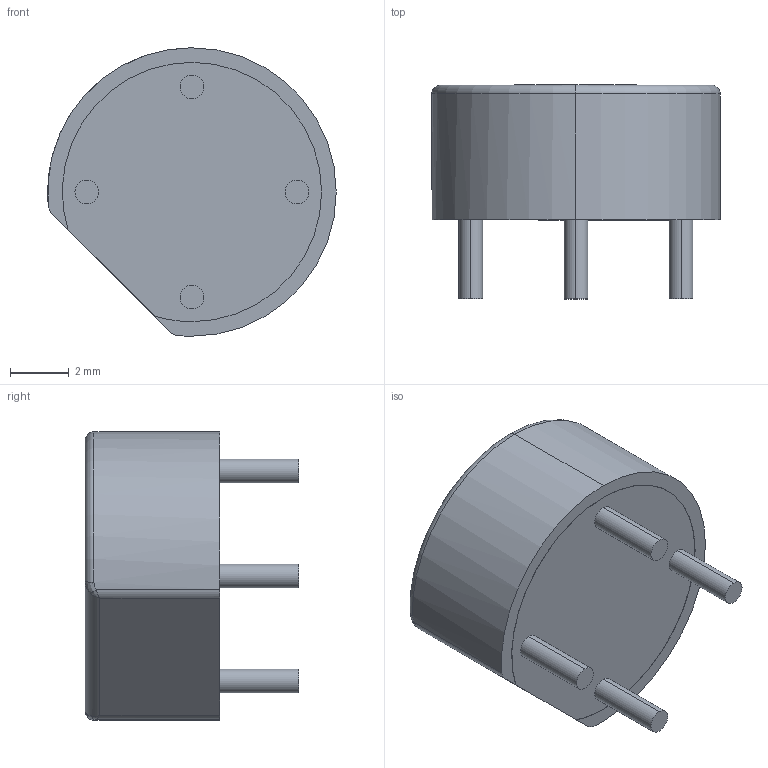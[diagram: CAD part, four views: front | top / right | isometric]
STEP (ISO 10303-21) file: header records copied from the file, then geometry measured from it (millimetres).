
FILE_DESCRIPTION (( 'STEP AP214' ), '1' );
FILE_NAME ('R5, WOG, WOB, WOBM, WOM_WOG_rev1.1.STEP', '2023-03-13T20:24:35', ( '' ), ( '' ), 'SwSTEP 2.0', 'SolidWorks 2020', '' );
FILE_SCHEMA (( 'AUTOMOTIVE_DESIGN' ));
Length unit declared in the file: millimetre
Products named in the file (1): R5, WOG, WOB, WOBM, WOM_WOG_rev1.1
Bounding box: 9.86 x 7.3 x 9.86 mm (x, y, z)
Volume: 336.1 mm3; surface area: 308.5 mm2
Topology: 1 solids, 1 shells, 185 faces, 486 edges, 320 vertices
Faces by surface type: plane 119, bspline 46, cylinder 17, torus 3
Entity records: 9042 total; most frequent: CARTESIAN_POINT 2700, ORIENTED_EDGE 968, DIRECTION 711, EDGE_CURVE 484, LINE 353, VECTOR 353, VERTEX_POINT 320, EDGE_LOOP 204
